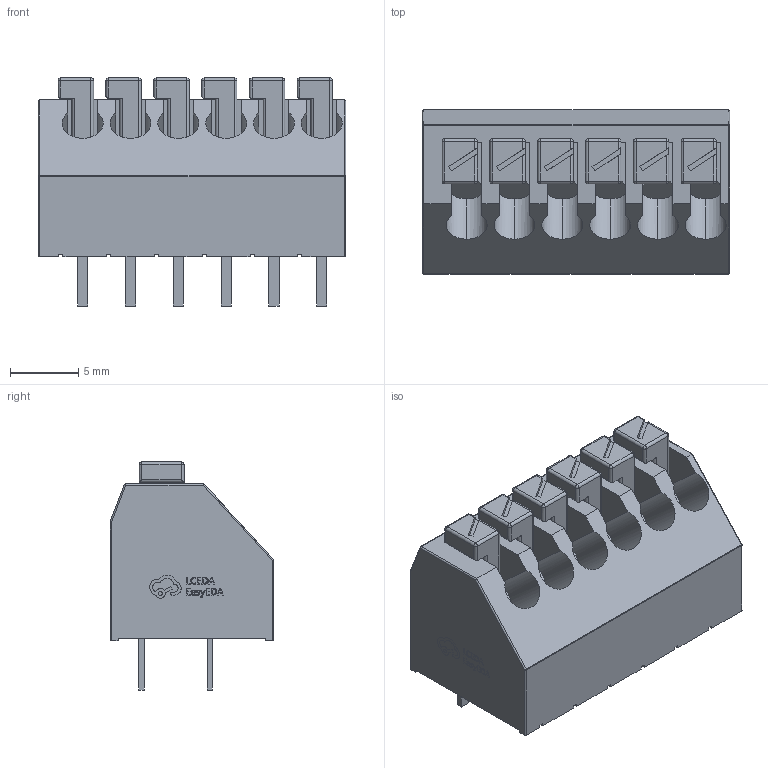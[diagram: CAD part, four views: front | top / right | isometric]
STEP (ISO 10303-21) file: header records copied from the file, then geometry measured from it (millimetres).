
FILE_DESCRIPTION (( 'STEP AP214' ), '1' );
FILE_NAME ('CONN-TH_250-206.step', '2022-08-03T16:14:05', ( '' ), ( '' ), 'SwSTEP 2.0', 'SolidWorks 2020', '' );
FILE_SCHEMA (( 'AUTOMOTIVE_DESIGN' ));
Length unit declared in the file: millimetre
Products named in the file (1): CONN-TH_250-206
Bounding box: 22.5 x 12 x 16.7 mm (x, y, z)
Volume: 2531 mm3; surface area: 1936.9 mm2
Topology: 14 solids, 14 shells, 607 faces, 1612 edges, 1020 vertices
Faces by surface type: plane 375, bspline 114, cylinder 90, sphere 28
Entity records: 25660 total; most frequent: CARTESIAN_POINT 5732, ORIENTED_EDGE 3172, DIRECTION 2426, EDGE_CURVE 1586, VECTOR 1166, LINE 1166, VERTEX_POINT 1020, EDGE_LOOP 632
